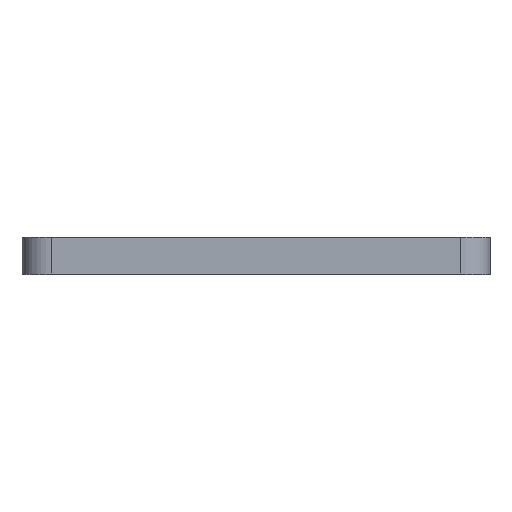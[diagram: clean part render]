
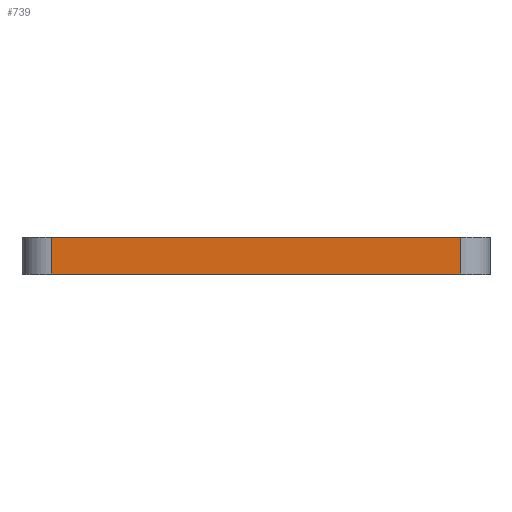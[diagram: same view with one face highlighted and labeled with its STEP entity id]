
A CAD part, top view. The second image highlights one B-rep face of the part: STEP entity #739.
In plain terms, the highlighted planar face has unit normal (0, 0, 1).
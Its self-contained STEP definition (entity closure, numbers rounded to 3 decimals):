
#12 = PLANE ( 'NONE',  #681 ) ;
#19 = LINE ( 'NONE', #324, #565 ) ;
#20 = FACE_OUTER_BOUND ( 'NONE', #837, .T. ) ;
#57 = VECTOR ( 'NONE', #94, 1000. ) ;
#90 = DIRECTION ( 'NONE',  ( 0., 0., -1. ) ) ;
#94 = DIRECTION ( 'NONE',  ( 1., 0., 0. ) ) ;
#124 = VECTOR ( 'NONE', #251, 1000. ) ;
#211 = ORIENTED_EDGE ( 'NONE', *, *, #366, .T. ) ;
#247 = CARTESIAN_POINT ( 'NONE',  ( -5.237, 1.6, 7.889 ) ) ;
#251 = DIRECTION ( 'NONE',  ( 1., 0., 0. ) ) ;
#256 = LINE ( 'NONE', #631, #124 ) ;
#313 = DIRECTION ( 'NONE',  ( -1., 0., 0. ) ) ;
#317 = CARTESIAN_POINT ( 'NONE',  ( -6.507, 1.6, 7.889 ) ) ;
#320 = EDGE_CURVE ( 'NONE', #615, #596, #779, .T. ) ;
#324 = CARTESIAN_POINT ( 'NONE',  ( 12.543, 1.6, 7.889 ) ) ;
#345 = CARTESIAN_POINT ( 'NONE',  ( 12.543, 1.6, 7.889 ) ) ;
#366 = EDGE_CURVE ( 'NONE', #596, #426, #19, .T. ) ;
#401 = CARTESIAN_POINT ( 'NONE',  ( -6.507, 0., 7.889 ) ) ;
#426 = VERTEX_POINT ( 'NONE', #345 ) ;
#519 = ORIENTED_EDGE ( 'NONE', *, *, #720, .T. ) ;
#548 = DIRECTION ( 'NONE',  ( 0., -1., 0. ) ) ;
#550 = VERTEX_POINT ( 'NONE', #661 ) ;
#555 = LINE ( 'NONE', #247, #988 ) ;
#565 = VECTOR ( 'NONE', #625, 1000. ) ;
#596 = VERTEX_POINT ( 'NONE', #830 ) ;
#602 = CARTESIAN_POINT ( 'NONE',  ( -5.237, 0., 7.889 ) ) ;
#615 = VERTEX_POINT ( 'NONE', #602 ) ;
#625 = DIRECTION ( 'NONE',  ( 0., 1., 0. ) ) ;
#631 = CARTESIAN_POINT ( 'NONE',  ( -6.507, 1.6, 7.889 ) ) ;
#661 = CARTESIAN_POINT ( 'NONE',  ( -5.237, 1.6, 7.889 ) ) ;
#663 = ORIENTED_EDGE ( 'NONE', *, *, #725, .F. ) ;
#681 = AXIS2_PLACEMENT_3D ( 'NONE', #317, #90, #313 ) ;
#720 = EDGE_CURVE ( 'NONE', #550, #615, #555, .T. ) ;
#725 = EDGE_CURVE ( 'NONE', #550, #426, #256, .T. ) ;
#739 = ADVANCED_FACE ( 'NONE', ( #20 ), #12, .F. ) ;
#745 = ORIENTED_EDGE ( 'NONE', *, *, #320, .T. ) ;
#779 = LINE ( 'NONE', #401, #57 ) ;
#830 = CARTESIAN_POINT ( 'NONE',  ( 12.543, 0., 7.889 ) ) ;
#837 = EDGE_LOOP ( 'NONE', ( #663, #519, #745, #211 ) ) ;
#988 = VECTOR ( 'NONE', #548, 1000. ) ;
